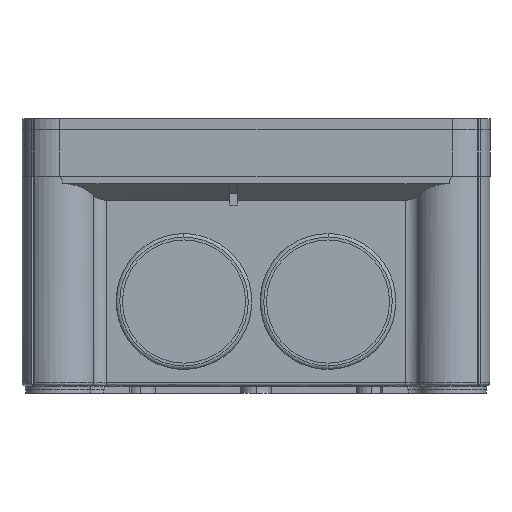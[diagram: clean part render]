
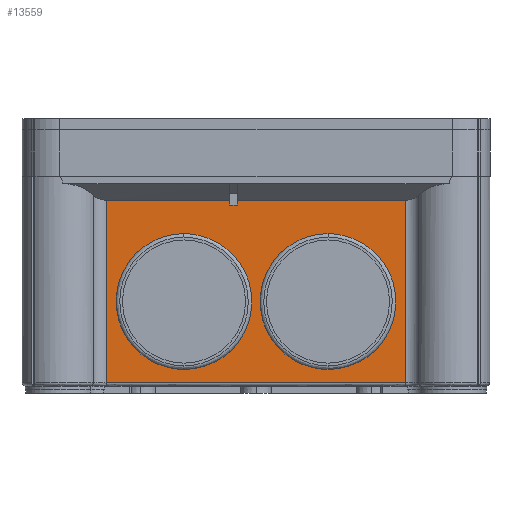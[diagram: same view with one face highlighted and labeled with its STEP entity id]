
A CAD part, left-side view. The second image highlights one B-rep face of the part: STEP entity #13559.
In plain terms, the highlighted planar face has unit normal (1, 0, 0).
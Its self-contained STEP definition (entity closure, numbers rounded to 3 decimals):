
#13534=AXIS2_PLACEMENT_3D('Plane Axis2P3D',#13531,#13532,#13533) ;
#5457=CARTESIAN_POINT('Vertex',(-79.5,41.539,-57.3)) ;
#6683=CARTESIAN_POINT('Vertex',(-79.5,-41.539,-57.3)) ;
#6713=CARTESIAN_POINT('Control Point',(-79.5,41.539,-57.3)) ;
#6714=CARTESIAN_POINT('Control Point',(-79.5,-41.539,-57.3)) ;
#8091=CARTESIAN_POINT('Vertex',(-79.5,7.25,-6.619)) ;
#8095=CARTESIAN_POINT('Control Point',(-79.5,7.25,-6.619)) ;
#8096=CARTESIAN_POINT('Control Point',(-79.5,18.68,-6.619)) ;
#8097=CARTESIAN_POINT('Control Point',(-79.5,30.109,-6.619)) ;
#8098=CARTESIAN_POINT('Control Point',(-79.5,41.539,-6.619)) ;
#8099=CARTESIAN_POINT('Vertex',(-79.5,41.539,-6.619)) ;
#9124=CARTESIAN_POINT('Vertex',(-79.5,5.25,-6.619)) ;
#11792=CARTESIAN_POINT('Vertex',(-79.5,-20.,-15.95)) ;
#11796=CARTESIAN_POINT('Control Point',(-79.5,-20.,-53.65)) ;
#11797=CARTESIAN_POINT('Control Point',(-79.5,-31.671,-53.674)) ;
#11798=CARTESIAN_POINT('Control Point',(-79.5,-44.32,-44.358)) ;
#11799=CARTESIAN_POINT('Control Point',(-79.5,-44.319,-25.242)) ;
#11800=CARTESIAN_POINT('Control Point',(-79.5,-31.671,-15.926)) ;
#11801=CARTESIAN_POINT('Control Point',(-79.5,-20.,-15.95)) ;
#11802=CARTESIAN_POINT('Vertex',(-79.5,-20.,-53.65)) ;
#11858=CARTESIAN_POINT('Control Point',(-79.5,-20.,-15.95)) ;
#11859=CARTESIAN_POINT('Control Point',(-79.5,-8.329,-15.926)) ;
#11860=CARTESIAN_POINT('Control Point',(-79.5,4.32,-25.242)) ;
#11861=CARTESIAN_POINT('Control Point',(-79.5,4.319,-44.358)) ;
#11862=CARTESIAN_POINT('Control Point',(-79.5,-8.329,-53.674)) ;
#11863=CARTESIAN_POINT('Control Point',(-79.5,-20.,-53.65)) ;
#11916=CARTESIAN_POINT('Vertex',(-79.5,20.,-53.65)) ;
#11920=CARTESIAN_POINT('Control Point',(-79.5,20.,-15.95)) ;
#11921=CARTESIAN_POINT('Control Point',(-79.5,31.671,-15.926)) ;
#11922=CARTESIAN_POINT('Control Point',(-79.5,44.319,-25.242)) ;
#11923=CARTESIAN_POINT('Control Point',(-79.5,44.32,-44.358)) ;
#11924=CARTESIAN_POINT('Control Point',(-79.5,31.671,-53.674)) ;
#11925=CARTESIAN_POINT('Control Point',(-79.5,20.,-53.65)) ;
#11926=CARTESIAN_POINT('Vertex',(-79.5,20.,-15.95)) ;
#11982=CARTESIAN_POINT('Control Point',(-79.5,20.,-53.65)) ;
#11983=CARTESIAN_POINT('Control Point',(-79.5,8.329,-53.674)) ;
#11984=CARTESIAN_POINT('Control Point',(-79.5,-4.319,-44.358)) ;
#11985=CARTESIAN_POINT('Control Point',(-79.5,-4.32,-25.242)) ;
#11986=CARTESIAN_POINT('Control Point',(-79.5,8.329,-15.926)) ;
#11987=CARTESIAN_POINT('Control Point',(-79.5,20.,-15.95)) ;
#12001=CARTESIAN_POINT('Line Origine',(-79.478,6.25,-8.)) ;
#12005=CARTESIAN_POINT('Vertex',(-79.5,5.25,-8.)) ;
#12007=CARTESIAN_POINT('Vertex',(-79.5,7.25,-8.)) ;
#12010=CARTESIAN_POINT('Line Origine',(-79.484,7.25,-7.309)) ;
#12019=CARTESIAN_POINT('Line Origine',(-79.484,5.25,-7.309)) ;
#13040=CARTESIAN_POINT('Vertex',(-79.5,-41.539,-6.619)) ;
#13044=CARTESIAN_POINT('Control Point',(-79.5,-41.539,-6.619)) ;
#13045=CARTESIAN_POINT('Control Point',(-79.5,-25.942,-6.619)) ;
#13046=CARTESIAN_POINT('Control Point',(-79.5,-10.346,-6.619)) ;
#13047=CARTESIAN_POINT('Control Point',(-79.5,5.25,-6.619)) ;
#13471=CARTESIAN_POINT('Line Origine',(-79.5,-41.539,-29.15)) ;
#13531=CARTESIAN_POINT('Axis2P3D Location',(-79.5,-44.302,0.)) ;
#13536=CARTESIAN_POINT('Line Origine',(-79.5,41.539,-31.959)) ;
#12002=DIRECTION('Vector Direction',(0.,1.,0.)) ;
#12011=DIRECTION('Vector Direction',(0.009,0.,-1.)) ;
#12020=DIRECTION('Vector Direction',(-0.009,0.,1.)) ;
#13472=DIRECTION('Vector Direction',(0.,0.,-1.)) ;
#13532=DIRECTION('Axis2P3D Direction',(1.,-0.,0.)) ;
#13533=DIRECTION('Axis2P3D XDirection',(0.,0.,-1.)) ;
#13537=DIRECTION('Vector Direction',(0.,0.,-1.)) ;
#12003=VECTOR('Line Direction',#12002,1.) ;
#12012=VECTOR('Line Direction',#12011,1.) ;
#12021=VECTOR('Line Direction',#12020,1.) ;
#13473=VECTOR('Line Direction',#13472,1.) ;
#13538=VECTOR('Line Direction',#13537,1.) ;
#13542=ORIENTED_EDGE('',*,*,#8101,.F.) ;
#13543=ORIENTED_EDGE('',*,*,#12014,.T.) ;
#13544=ORIENTED_EDGE('',*,*,#12009,.F.) ;
#13545=ORIENTED_EDGE('',*,*,#12023,.T.) ;
#13546=ORIENTED_EDGE('',*,*,#13048,.F.) ;
#13547=ORIENTED_EDGE('',*,*,#13475,.F.) ;
#13548=ORIENTED_EDGE('',*,*,#6715,.F.) ;
#13549=ORIENTED_EDGE('',*,*,#13540,.F.) ;
#13552=ORIENTED_EDGE('',*,*,#11988,.T.) ;
#13553=ORIENTED_EDGE('',*,*,#11928,.T.) ;
#13556=ORIENTED_EDGE('',*,*,#11864,.T.) ;
#13557=ORIENTED_EDGE('',*,*,#11804,.T.) ;
#13554=FACE_BOUND('',#13551,.T.) ;
#13558=FACE_BOUND('',#13555,.T.) ;
#13559=ADVANCED_FACE('Surface.59',(#13550,#13554,#13558),#13535,.T.) ;
#6712=B_SPLINE_CURVE_WITH_KNOTS('',1,(#6713,#6714),.UNSPECIFIED.,.F.,.U.,(2,2),(0.,83.077),.UNSPECIFIED.) ;
#8094=B_SPLINE_CURVE_WITH_KNOTS('',3,(#8095,#8096,#8097,#8098),.UNSPECIFIED.,.F.,.U.,(4,4),(0.,34.288),.UNSPECIFIED.) ;
#11795=B_SPLINE_CURVE_WITH_KNOTS('',5,(#11796,#11797,#11798,#11799,#11800,#11801),.UNSPECIFIED.,.F.,.U.,(6,6),(0.,72.452),.UNSPECIFIED.) ;
#11857=B_SPLINE_CURVE_WITH_KNOTS('',5,(#11858,#11859,#11860,#11861,#11862,#11863),.UNSPECIFIED.,.F.,.U.,(6,6),(0.,72.452),.UNSPECIFIED.) ;
#11919=B_SPLINE_CURVE_WITH_KNOTS('',5,(#11920,#11921,#11922,#11923,#11924,#11925),.UNSPECIFIED.,.F.,.U.,(6,6),(0.,72.452),.UNSPECIFIED.) ;
#11981=B_SPLINE_CURVE_WITH_KNOTS('',5,(#11982,#11983,#11984,#11985,#11986,#11987),.UNSPECIFIED.,.F.,.U.,(6,6),(0.,72.452),.UNSPECIFIED.) ;
#13043=B_SPLINE_CURVE_WITH_KNOTS('',3,(#13044,#13045,#13046,#13047),.UNSPECIFIED.,.F.,.U.,(4,4),(0.,46.788),.UNSPECIFIED.) ;
#6715=EDGE_CURVE('',#5458,#6684,#6712,.T.) ;
#8101=EDGE_CURVE('',#8092,#8100,#8094,.T.) ;
#11804=EDGE_CURVE('',#11803,#11793,#11795,.T.) ;
#11864=EDGE_CURVE('',#11793,#11803,#11857,.T.) ;
#11928=EDGE_CURVE('',#11927,#11917,#11919,.T.) ;
#11988=EDGE_CURVE('',#11917,#11927,#11981,.T.) ;
#12009=EDGE_CURVE('',#12006,#12008,#12004,.T.) ;
#12014=EDGE_CURVE('',#8092,#12008,#12013,.T.) ;
#12023=EDGE_CURVE('',#12006,#9125,#12022,.T.) ;
#13048=EDGE_CURVE('',#13041,#9125,#13043,.T.) ;
#13475=EDGE_CURVE('',#6684,#13041,#13474,.F.) ;
#13540=EDGE_CURVE('',#8100,#5458,#13539,.T.) ;
#13541=EDGE_LOOP('',(#13542,#13543,#13544,#13545,#13546,#13547,#13548,#13549)) ;
#13551=EDGE_LOOP('',(#13552,#13553)) ;
#13555=EDGE_LOOP('',(#13556,#13557)) ;
#13550=FACE_OUTER_BOUND('',#13541,.T.) ;
#12004=LINE('Line',#12001,#12003) ;
#12013=LINE('Line',#12010,#12012) ;
#12022=LINE('Line',#12019,#12021) ;
#13474=LINE('Line',#13471,#13473) ;
#13539=LINE('Line',#13536,#13538) ;
#13535=PLANE('',#13534) ;
#5458=VERTEX_POINT('',#5457) ;
#6684=VERTEX_POINT('',#6683) ;
#8092=VERTEX_POINT('',#8091) ;
#8100=VERTEX_POINT('',#8099) ;
#9125=VERTEX_POINT('',#9124) ;
#11793=VERTEX_POINT('',#11792) ;
#11803=VERTEX_POINT('',#11802) ;
#11917=VERTEX_POINT('',#11916) ;
#11927=VERTEX_POINT('',#11926) ;
#12006=VERTEX_POINT('',#12005) ;
#12008=VERTEX_POINT('',#12007) ;
#13041=VERTEX_POINT('',#13040) ;
